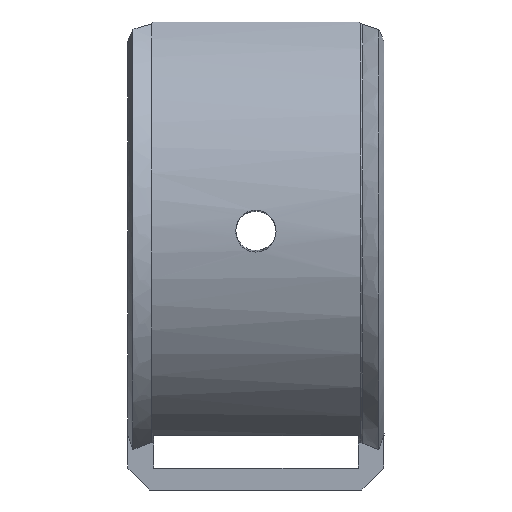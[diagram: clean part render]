
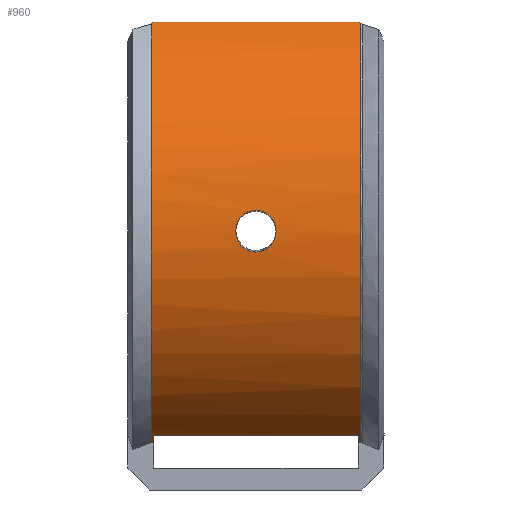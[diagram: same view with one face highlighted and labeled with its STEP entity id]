
A CAD part, front view. The second image highlights one B-rep face of the part: STEP entity #960.
In plain terms, the highlighted cylindrical face has radius 33 mm (diameter 66 mm), a partial arc.
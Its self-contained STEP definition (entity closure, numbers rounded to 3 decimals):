
#9=DIRECTION('',(1.,0.,-0.004));
#10=VECTOR('',#9,0.31);
#11=CARTESIAN_POINT('',(14.,-2.,6.455));
#12=LINE('',#11,#10);
#13=CARTESIAN_POINT('',(14.31,-2.,6.454));
#87=CARTESIAN_POINT('',(-14.,12.7,36.));
#88=DIRECTION('',(1.,0.,0.));
#89=DIRECTION('',(0.,-0.477,-0.879));
#90=AXIS2_PLACEMENT_3D('',#87,#88,#89);
#92=DIRECTION('',(-1.,0.,0.));
#93=VECTOR('',#92,0.31);
#94=CARTESIAN_POINT('',(-14.,-2.,6.455));
#95=LINE('',#94,#93);
#96=CARTESIAN_POINT('',(-14.31,12.7,36.));
#97=DIRECTION('',(-1.,0.,0.));
#98=DIRECTION('',(0.,-0.445,-0.895));
#99=AXIS2_PLACEMENT_3D('',#96,#97,#98);
#101=DIRECTION('',(-1.,0.,0.));
#102=VECTOR('',#101,27.878);
#103=CARTESIAN_POINT('',(13.961,-4.764,64.));
#104=LINE('',#103,#102);
#105=CARTESIAN_POINT('',(14.31,12.7,36.));
#106=DIRECTION('',(1.,0.,0.));
#107=DIRECTION('',(0.,-0.538,0.843));
#108=AXIS2_PLACEMENT_3D('',#105,#106,#107);
#110=CARTESIAN_POINT('',(14.31,-3.046,6.999));
#111=CARTESIAN_POINT('',(14.322,-2.874,6.906));
#112=CARTESIAN_POINT('',(14.313,-2.527,6.721));
#113=CARTESIAN_POINT('',(14.292,-2.175,6.541));
#114=CARTESIAN_POINT('',(14.31,-2.,6.454));
#116=DIRECTION('',(1.,0.,0.));
#117=VECTOR('',#116,28.);
#118=CARTESIAN_POINT('',(-14.,-3.832,7.44));
#119=LINE('',#118,#117);
#120=CARTESIAN_POINT('',(0.,-20.119,
32.545));
#121=CARTESIAN_POINT('',(-0.384,-20.119,
32.544));
#122=CARTESIAN_POINT('',(-0.918,-20.13,
32.65));
#123=CARTESIAN_POINT('',(-1.465,-20.16,32.961));
#124=CARTESIAN_POINT('',(-1.721,-20.178,33.164));
#125=CARTESIAN_POINT('',(-1.861,-20.189,33.293));
#126=CARTESIAN_POINT('',(-2.205,-20.217,33.643));
#127=CARTESIAN_POINT('',(-2.617,-20.26,34.278));
#128=CARTESIAN_POINT('',(-2.816,-20.301,35.397));
#129=CARTESIAN_POINT('',(-2.652,-20.301,36.335));
#130=CARTESIAN_POINT('',(-2.366,-20.289,36.891));
#131=CARTESIAN_POINT('',(-2.18,-20.28,37.153));
#132=CARTESIAN_POINT('',(-2.061,-20.275,37.297));
#133=CARTESIAN_POINT('',(-1.488,-20.248,37.933));
#134=CARTESIAN_POINT('',(-0.772,-20.222,
38.26));
#135=CARTESIAN_POINT('',(-0.001,-20.222,
38.261));
#137=CARTESIAN_POINT('',(-0.001,-20.222,
38.261));
#138=CARTESIAN_POINT('',(0.384,-20.222,38.261));
#139=CARTESIAN_POINT('',(0.919,-20.23,38.154));
#140=CARTESIAN_POINT('',(1.467,-20.249,37.841));
#141=CARTESIAN_POINT('',(1.722,-20.259,37.638));
#142=CARTESIAN_POINT('',(1.862,-20.266,37.509));
#143=CARTESIAN_POINT('',(2.481,-20.293,36.881));
#144=CARTESIAN_POINT('',(2.879,-20.315,35.79));
#145=CARTESIAN_POINT('',(2.652,-20.267,34.463));
#146=CARTESIAN_POINT('',(2.365,-20.234,33.91));
#147=CARTESIAN_POINT('',(2.179,-20.216,33.649));
#148=CARTESIAN_POINT('',(2.061,-20.206,33.505));
#149=CARTESIAN_POINT('',(1.742,-20.178,33.153));
#150=CARTESIAN_POINT('',(1.095,-20.134,32.684));
#151=CARTESIAN_POINT('',(0.384,-20.119,32.546));
#152=CARTESIAN_POINT('',(0.,-20.119,
32.545));
#154=CARTESIAN_POINT('',(-14.,12.7,36.));
#155=DIRECTION('',(1.,0.,0.));
#156=DIRECTION('',(0.,-0.501,-0.865));
#157=AXIS2_PLACEMENT_3D('',#154,#155,#156);
#553=CARTESIAN_POINT('',(14.31,-5.046,63.815));
#560=CARTESIAN_POINT('',(13.961,-4.764,64.));
#561=CARTESIAN_POINT('',(14.,-4.797,63.98));
#562=CARTESIAN_POINT('',(14.079,-4.861,63.939));
#563=CARTESIAN_POINT('',(14.194,-4.957,63.878));
#564=CARTESIAN_POINT('',(14.272,-5.015,63.835));
#565=CARTESIAN_POINT('',(14.31,-5.046,63.815));
#598=CARTESIAN_POINT('',(-14.31,-5.077,63.8));
#599=CARTESIAN_POINT('',(-14.268,-5.043,63.822));
#600=CARTESIAN_POINT('',(-14.181,-4.974,63.865));
#601=CARTESIAN_POINT('',(-14.051,-4.871,63.934));
#602=CARTESIAN_POINT('',(-13.962,-4.8,63.978));
#603=CARTESIAN_POINT('',(-13.918,-4.764,64.));
#687=CARTESIAN_POINT('',(14.,12.7,36.));
#688=DIRECTION('',(1.,0.,0.));
#689=DIRECTION('',(0.,-0.477,-0.879));
#690=AXIS2_PLACEMENT_3D('',#687,#688,#689);
#729=CARTESIAN_POINT('',(14.,12.7,36.));
#730=DIRECTION('',(-1.,0.,0.));
#731=DIRECTION('',(0.,-0.477,-0.879));
#732=AXIS2_PLACEMENT_3D('',#729,#730,#731);
#766=CARTESIAN_POINT('',(0.,-20.119,
32.545));
#768=VERTEX_POINT('',#766);
#769=VERTEX_POINT('',#137);
#804=CARTESIAN_POINT('',(-14.,-3.832,7.44));
#805=CARTESIAN_POINT('',(-14.,-3.046,6.999));
#806=VERTEX_POINT('',#804);
#807=VERTEX_POINT('',#805);
#812=CARTESIAN_POINT('',(14.,-3.832,7.44));
#813=VERTEX_POINT('',#812);
#816=CARTESIAN_POINT('',(14.,-3.046,6.999));
#817=VERTEX_POINT('',#816);
#828=VERTEX_POINT('',#553);
#831=CARTESIAN_POINT('',(-13.918,-4.764,64.));
#833=VERTEX_POINT('',#831);
#834=CARTESIAN_POINT('',(13.961,-4.764,64.));
#835=VERTEX_POINT('',#834);
#843=VERTEX_POINT('',#598);
#852=VERTEX_POINT('',#13);
#853=CARTESIAN_POINT('',(14.,-2.,6.455));
#854=VERTEX_POINT('',#853);
#855=VERTEX_POINT('',#110);
#861=CARTESIAN_POINT('',(-14.,-2.,6.455));
#862=CARTESIAN_POINT('',(-14.31,-2.,6.455));
#863=VERTEX_POINT('',#861);
#864=VERTEX_POINT('',#862);
#924=CARTESIAN_POINT('',(86.267,12.7,36.));
#925=DIRECTION('',(-1.,0.,0.));
#926=DIRECTION('',(0.,-0.879,0.477));
#927=AXIS2_PLACEMENT_3D('',#924,#925,#926);
#928=CYLINDRICAL_SURFACE('',#927,33.);
#930=ORIENTED_EDGE('',*,*,#929,.T.);
#932=ORIENTED_EDGE('',*,*,#931,.T.);
#933=ORIENTED_EDGE('',*,*,#872,.T.);
#934=ORIENTED_EDGE('',*,*,#914,.T.);
#936=ORIENTED_EDGE('',*,*,#935,.T.);
#938=ORIENTED_EDGE('',*,*,#937,.F.);
#940=ORIENTED_EDGE('',*,*,#939,.T.);
#942=ORIENTED_EDGE('',*,*,#941,.T.);
#944=ORIENTED_EDGE('',*,*,#943,.T.);
#945=ORIENTED_EDGE('',*,*,#884,.F.);
#947=ORIENTED_EDGE('',*,*,#946,.F.);
#949=ORIENTED_EDGE('',*,*,#948,.T.);
#951=ORIENTED_EDGE('',*,*,#950,.F.);
#952=EDGE_LOOP('',(#930,#932,#933,#934,#936,#938,#940,#942,#944,#945,#947,#949,
#951));
#953=FACE_OUTER_BOUND('',#952,.F.);
#955=ORIENTED_EDGE('',*,*,#954,.F.);
#957=ORIENTED_EDGE('',*,*,#956,.F.);
#958=EDGE_LOOP('',(#955,#957));
#959=FACE_BOUND('',#958,.F.);
#960=ADVANCED_FACE('',(#953,#959),#928,.T.);
#91=CIRCLE('',#90,33.);
#100=CIRCLE('',#99,33.);
#109=CIRCLE('',#108,33.);
#115=B_SPLINE_CURVE_WITH_KNOTS('',3,(#110,#111,#112,#113,#114),.UNSPECIFIED.,
.F.,.F.,(4,1,4),(0.,0.5,1.),.UNSPECIFIED.);
#136=B_SPLINE_CURVE_WITH_KNOTS('',3,(#120,#121,#122,#123,#124,#125,#126,#127,
#128,#129,#130,#131,#132,#133,#134,#135),.UNSPECIFIED.,.F.,.F.,(4,1,1,1,1,1,1,1,
1,1,1,1,1,4),(0.,0.125,0.188,0.219,0.234,0.25,0.375,0.5,
0.625,0.688,0.719,0.734,0.75,1.),.UNSPECIFIED.);
#153=B_SPLINE_CURVE_WITH_KNOTS('',3,(#137,#138,#139,#140,#141,#142,#143,#144,
#145,#146,#147,#148,#149,#150,#151,#152),.UNSPECIFIED.,.F.,.F.,(4,1,1,1,1,1,1,1,
1,1,1,1,1,4),(0.,0.125,0.188,0.219,0.234,0.25,0.5,0.625,
0.688,0.719,0.734,0.75,0.875,1.),.UNSPECIFIED.);
#158=CIRCLE('',#157,33.);
#566=B_SPLINE_CURVE_WITH_KNOTS('',3,(#560,#561,#562,#563,#564,#565),
.UNSPECIFIED.,.F.,.F.,(4,1,1,4),(0.,0.333,0.667,1.),
.UNSPECIFIED.);
#604=B_SPLINE_CURVE_WITH_KNOTS('',3,(#598,#599,#600,#601,#602,#603),
.UNSPECIFIED.,.F.,.F.,(4,1,1,4),(0.,0.333,0.667,1.),
.UNSPECIFIED.);
#691=CIRCLE('',#690,33.);
#733=CIRCLE('',#732,33.);
#872=EDGE_CURVE('',#863,#864,#95,.T.);
#884=EDGE_CURVE('',#854,#852,#12,.T.);
#914=EDGE_CURVE('',#864,#843,#100,.T.);
#929=EDGE_CURVE('',#806,#807,#158,.T.);
#931=EDGE_CURVE('',#807,#863,#91,.T.);
#935=EDGE_CURVE('',#843,#833,#604,.T.);
#937=EDGE_CURVE('',#835,#833,#104,.T.);
#939=EDGE_CURVE('',#835,#828,#566,.T.);
#941=EDGE_CURVE('',#828,#855,#109,.T.);
#943=EDGE_CURVE('',#855,#852,#115,.T.);
#946=EDGE_CURVE('',#817,#854,#691,.T.);
#948=EDGE_CURVE('',#817,#813,#733,.T.);
#950=EDGE_CURVE('',#806,#813,#119,.T.);
#954=EDGE_CURVE('',#768,#769,#136,.T.);
#956=EDGE_CURVE('',#769,#768,#153,.T.);
